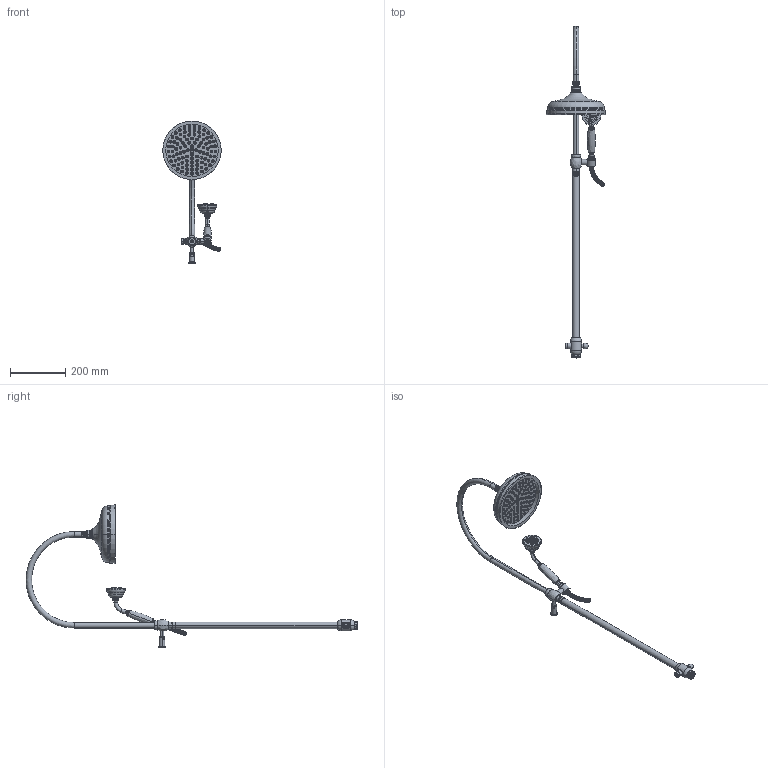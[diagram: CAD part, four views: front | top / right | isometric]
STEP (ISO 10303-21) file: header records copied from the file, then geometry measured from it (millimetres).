
FILE_DESCRIPTION((''),'2;1');
FILE_NAME('ZCOL100CR_ASM','2021-11-11T09:16:06',('ut3'),('PAFFONI SpA'),'CREO PARAMETRIC BY PTC INC, 2020044','CREO PARAMETRIC BY PTC INC, 2020044','');
FILE_SCHEMA(('CONFIG_CONTROL_DESIGN','SHAPE_APPEARANCE_LAYERS_GROUPS'));
Products named in the file (31): 4071700CR_A; 4071700CR_B; 2041955GR; 4071700CR_C; 4111012_A; 4111133CR_A; 4111012_C; 4111012_D; 4111012_E; 2092232_AF0; 2092086_AF0; 2092086_AF1; 4111012_F_AF1; 4111133CR_ASM; 4071700CR_D_AF0; 4071700CR_E; 4071700CR_F; 4071700CR_ASM; 4071721CR; 4071715CR; 4071003CRDG; 1000303GR; 1000300GR; 1000301GR; 1000302GR; 1000304GR; 1000299GR; 1000185GR; 4071246CR_ASM; 2051022; ZCOL100CR_ASM
Assembly tree (30 placements, depth 4):
  ZCOL100CR_ASM
    4071700CR_ASM
      4071700CR_A
      4071700CR_B
      2041955GR
      4071700CR_C
      4111133CR_ASM
        4111012_A
        4111133CR_A
        4111012_C
        4111012_D
        4111012_E
        2092232_AF0
        2092086_AF0
        2092086_AF1
        4111012_F_AF1
      4071700CR_D_AF0
      4071700CR_E
      4071700CR_F
    4071721CR
    4071715CR
    4071003CRDG
    4071246CR_ASM
      1000303GR
      1000300GR
      1000301GR
      1000302GR
      1000304GR
      1000299GR
      1000185GR
    2051022
Bounding box: 214.96 x 1202.88 x 517.48 mm (x, y, z)
Volume: 1636208.8 mm3; surface area: 409052.2 mm2
Topology: 27 solids, 61 shells, 1771 faces, 4067 edges, 2602 vertices
Faces by surface type: cylinder 651, plane 453, bspline 334, torus 166, cone 141, sphere 26
Entity records: 93224 total; most frequent: CARTESIAN_POINT 39649, DIRECTION 8857, ORIENTED_EDGE 7875, PRESENTATION_STYLE_ASSIGNMENT 4129, STYLED_ITEM 4123, EDGE_CURVE 4054, CURVE_STYLE 4040, AXIS2_PLACEMENT_3D 3876
